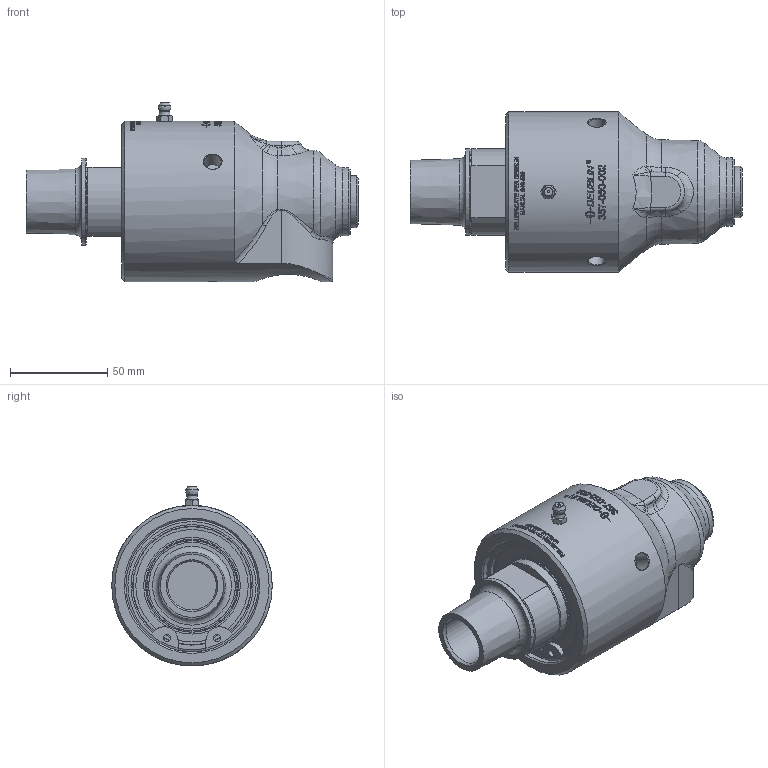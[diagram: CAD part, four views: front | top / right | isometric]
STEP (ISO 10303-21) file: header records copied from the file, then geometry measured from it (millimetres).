
FILE_DESCRIPTION(/* description */ (''),/* implementation_level */ '2;1');
FILE_NAME(/* name */ '357-050-002-IC.stp',/* time_stamp */ '2022-02-03T13:41:16+01:00',/* author */ ('mskipas'),/* organization */ (''),/* preprocessor_version */ 'ST-DEVELOPER v18.1',/* originating_system */ 'Autodesk Inventor 2022',/* authorisation */ '');
FILE_SCHEMA (('AUTOMOTIVE_DESIGN { 1 0 10303 214 3 1 1 }'));
Length unit declared in the file: millimetre
Products named in the file (1): 357-050-002-IC
Bounding box: 170.9 x 82.6 x 92.59 mm (x, y, z)
Volume: 485409.5 mm3; surface area: 59712.6 mm2
Topology: 1 solids, 7 shells, 980 faces, 2561 edges, 1689 vertices
Faces by surface type: bspline 449, plane 354, cylinder 130, cone 29, torus 16, sphere 2
Full cylindrical faces by diameter (mm): 3 x1, 3.12 x2, 3.2 x1, 3.72 x2, 8.6 x3, 25 x1, 28.575 x1, 34.9 x1, 37.918 x1, 39.4 x1, 40 x1, 44.65 x2, 47.764 x1, 49.775 x1, 57.913 x1, 59.225 x1, 60.725 x1, 61.1 x1, 68 x1, 68.1 x2, 73.8 x1, 82.6 x1
Entity records: 40601 total; most frequent: CARTESIAN_POINT 18867, ORIENTED_EDGE 5112, DIRECTION 3199, EDGE_CURVE 2556, VERTEX_POINT 1689, EDGE_LOOP 1089, AXIS2_PLACEMENT_3D 1074, LINE 1051
